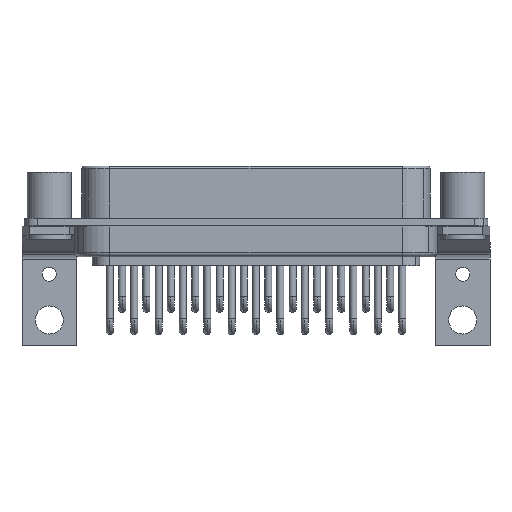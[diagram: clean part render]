
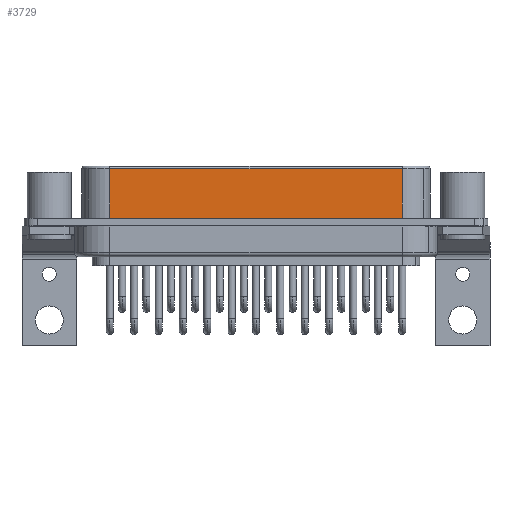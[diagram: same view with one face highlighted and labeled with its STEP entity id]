
A CAD part, top view. The second image highlights one B-rep face of the part: STEP entity #3729.
In plain terms, the highlighted planar face has unit normal (0, 0, 1).
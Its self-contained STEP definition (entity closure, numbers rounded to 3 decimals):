
#2878=CARTESIAN_POINT('',(-16.6,11.57,11.8));
#2879=VERTEX_POINT('',#2878);
#2887=CARTESIAN_POINT('',(-16.6,17.17,11.8));
#2888=VERTEX_POINT('',#2887);
#2889=CARTESIAN_POINT('',(-16.6,11.57,11.8));
#2890=DIRECTION('',(0.0,1.0,0.0));
#2891=VECTOR('',#2890,5.6);
#2892=LINE('',#2889,#2891);
#2893=EDGE_CURVE('',#2879,#2888,#2892,.T.);
#3262=CARTESIAN_POINT('',(16.6,17.17,11.8));
#3263=VERTEX_POINT('',#3262);
#3371=CARTESIAN_POINT('',(16.6,11.57,11.8));
#3372=VERTEX_POINT('',#3371);
#3373=CARTESIAN_POINT('',(16.6,11.57,11.8));
#3374=DIRECTION('',(0.0,1.0,0.0));
#3375=VECTOR('',#3374,5.6);
#3376=LINE('',#3373,#3375);
#3377=EDGE_CURVE('',#3372,#3263,#3376,.T.);
#3508=CARTESIAN_POINT('',(-16.6,17.17,11.8));
#3509=DIRECTION('',(1.0,0.0,0.0));
#3510=VECTOR('',#3509,33.2);
#3511=LINE('',#3508,#3510);
#3512=EDGE_CURVE('',#2888,#3263,#3511,.T.);
#3713=CARTESIAN_POINT('',(2.9,11.57,11.8));
#3714=DIRECTION('',(0.0,0.0,1.0));
#3715=DIRECTION('',(1.0,0.0,0.0));
#3716=AXIS2_PLACEMENT_3D('',#3713,#3714,#3715);
#3717=PLANE('',#3716);
#3718=ORIENTED_EDGE('',*,*,#3512,.F.);
#3719=ORIENTED_EDGE('',*,*,#2893,.F.);
#3720=CARTESIAN_POINT('',(16.6,11.57,11.8));
#3721=DIRECTION('',(-1.0,0.0,0.0));
#3722=VECTOR('',#3721,33.2);
#3723=LINE('',#3720,#3722);
#3724=EDGE_CURVE('',#3372,#2879,#3723,.T.);
#3725=ORIENTED_EDGE('',*,*,#3724,.F.);
#3726=ORIENTED_EDGE('',*,*,#3377,.T.);
#3727=EDGE_LOOP('',(#3718,#3719,#3725,#3726));
#3728=FACE_OUTER_BOUND('',#3727,.T.);
#3729=ADVANCED_FACE('',(#3728),#3717,.T.);
